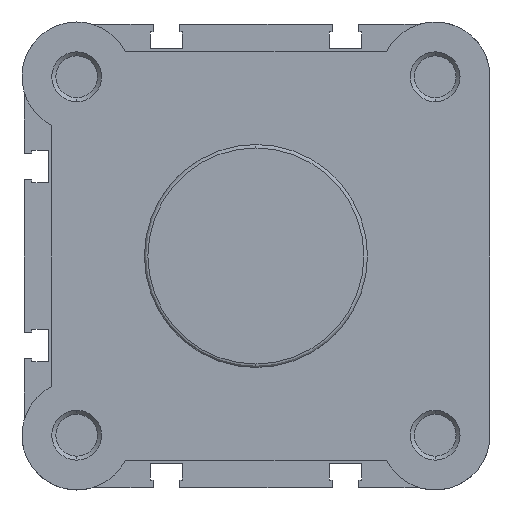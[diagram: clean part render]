
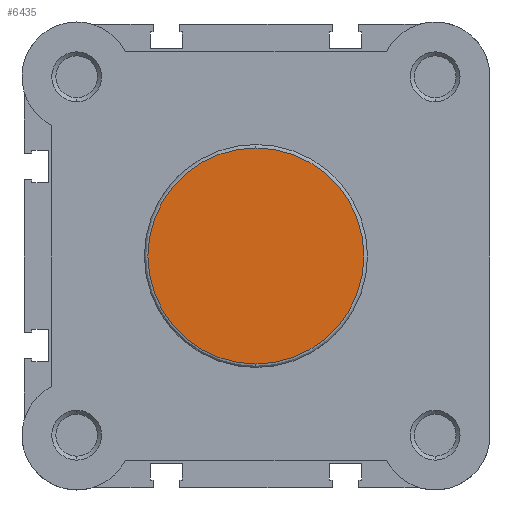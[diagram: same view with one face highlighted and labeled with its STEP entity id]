
A CAD part, left-side view. The second image highlights one B-rep face of the part: STEP entity #6435.
In plain terms, the highlighted planar face has unit normal (-1, 0, 0).
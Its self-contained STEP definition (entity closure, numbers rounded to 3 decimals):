
#200 = EDGE_CURVE ( 'NONE', #2039, #2038, #3150, .T. ) ;
#266 = EDGE_CURVE ( 'NONE', #2038, #2039, #3251, .T. ) ;
#580 = AXIS2_PLACEMENT_3D ( 'NONE', #2827, #2828, #2829 ) ;
#615 = AXIS2_PLACEMENT_3D ( 'NONE', #2992, #2993, #2994 ) ;
#854 = AXIS2_PLACEMENT_3D ( 'NONE', #5559, #5562, #5563 ) ;
#1228 = ORIENTED_EDGE ( 'NONE', *, *, #266, .T. ) ;
#1229 = ORIENTED_EDGE ( 'NONE', *, *, #200, .T. ) ;
#1910 = EDGE_LOOP ( 'NONE', ( #1229, #1228 ) ) ;
#2038 = VERTEX_POINT ( 'NONE', #4671 ) ;
#2039 = VERTEX_POINT ( 'NONE', #4672 ) ;
#2827 = CARTESIAN_POINT ( 'NONE',  ( 0., 0., 0. ) ) ;
#2828 = DIRECTION ( 'NONE',  ( -1., 0., 0. ) ) ;
#2829 = DIRECTION ( 'NONE',  ( 0., 0., -1. ) ) ;
#2992 = CARTESIAN_POINT ( 'NONE',  ( 0., 0., 0. ) ) ;
#2993 = DIRECTION ( 'NONE',  ( -1., 0., 0. ) ) ;
#2994 = DIRECTION ( 'NONE',  ( 0., 0., -1. ) ) ;
#3150 = CIRCLE ( 'NONE', #580, 21.7 ) ;
#3251 = CIRCLE ( 'NONE', #615, 21.7 ) ;
#3995 = FACE_OUTER_BOUND ( 'NONE', #1910, .T. ) ;
#4671 = CARTESIAN_POINT ( 'NONE',  ( 0., 0., 21.7 ) ) ;
#4672 = CARTESIAN_POINT ( 'NONE',  ( 0., 0., -21.7 ) ) ;
#5559 = CARTESIAN_POINT ( 'NONE',  ( 0., 22.4, 0. ) ) ;
#5560 = PLANE ( 'NONE',  #854 ) ;
#5562 = DIRECTION ( 'NONE',  ( 1., 0., 0. ) ) ;
#5563 = DIRECTION ( 'NONE',  ( 0., 0., -1. ) ) ;
#6435 = ADVANCED_FACE ( 'NONE', ( #3995 ), #5560, .F. ) ;
